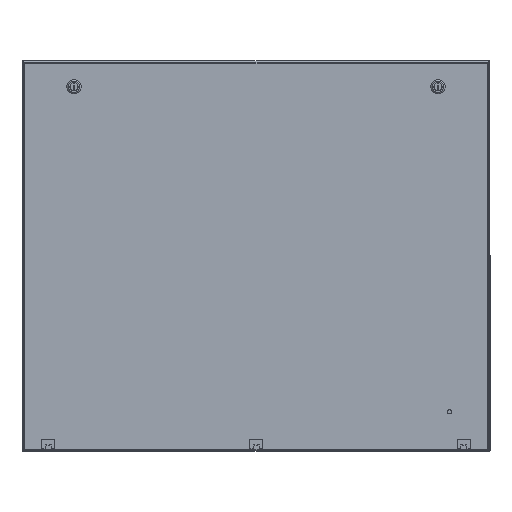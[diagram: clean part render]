
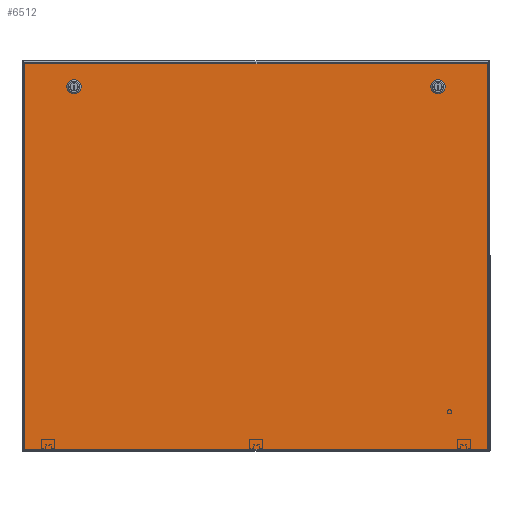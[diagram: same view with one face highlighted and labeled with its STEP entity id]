
A CAD part, top view. The second image highlights one B-rep face of the part: STEP entity #6512.
In plain terms, the highlighted face is planar.
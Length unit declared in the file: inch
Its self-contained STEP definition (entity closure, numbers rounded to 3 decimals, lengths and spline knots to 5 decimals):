
#4437=CARTESIAN_POINT('',(2.08762,4.275,0.0));
#4438=VERTEX_POINT('',#4437);
#4445=CARTESIAN_POINT('',(2.275,4.08762,0.0));
#4446=VERTEX_POINT('',#4445);
#4447=CARTESIAN_POINT('',(1.875,3.875,0.0));
#4448=DIRECTION('',(0.0,0.0,1.0));
#4449=DIRECTION('',(-0.469,-0.883,0.0));
#4450=AXIS2_PLACEMENT_3D('',#4447,#4448,#4449);
#4451=CIRCLE('',#4450,0.453);
#4452=EDGE_CURVE('',#4446,#4438,#4451,.T.);
#4477=CARTESIAN_POINT('',(2.275,3.66238,0.0));
#4478=VERTEX_POINT('',#4477);
#4479=CARTESIAN_POINT('',(2.275,3.66238,0.0));
#4480=DIRECTION('',(0.0,1.0,0.0));
#4481=VECTOR('',#4480,0.42525);
#4482=LINE('',#4479,#4481);
#4483=EDGE_CURVE('',#4478,#4446,#4482,.T.);
#4509=CARTESIAN_POINT('',(2.08762,3.475,0.0));
#4510=VERTEX_POINT('',#4509);
#4511=CARTESIAN_POINT('',(1.875,3.875,0.0));
#4512=DIRECTION('',(0.0,0.0,1.0));
#4513=DIRECTION('',(-0.883,0.469,0.0));
#4514=AXIS2_PLACEMENT_3D('',#4511,#4512,#4513);
#4515=CIRCLE('',#4514,0.453);
#4516=EDGE_CURVE('',#4510,#4478,#4515,.T.);
#4541=CARTESIAN_POINT('',(1.66238,3.475,0.0));
#4542=VERTEX_POINT('',#4541);
#4543=CARTESIAN_POINT('',(1.66238,3.475,0.0));
#4544=DIRECTION('',(1.0,0.0,0.0));
#4545=VECTOR('',#4544,0.42525);
#4546=LINE('',#4543,#4545);
#4547=EDGE_CURVE('',#4542,#4510,#4546,.T.);
#4573=CARTESIAN_POINT('',(1.475,3.66238,0.0));
#4574=VERTEX_POINT('',#4573);
#4575=CARTESIAN_POINT('',(1.875,3.875,0.0));
#4576=DIRECTION('',(0.0,0.0,1.0));
#4577=DIRECTION('',(0.469,0.883,0.0));
#4578=AXIS2_PLACEMENT_3D('',#4575,#4576,#4577);
#4579=CIRCLE('',#4578,0.453);
#4580=EDGE_CURVE('',#4574,#4542,#4579,.T.);
#4605=CARTESIAN_POINT('',(1.475,4.08762,0.0));
#4606=VERTEX_POINT('',#4605);
#4607=CARTESIAN_POINT('',(1.475,4.08762,0.0));
#4608=DIRECTION('',(0.0,-1.0,0.0));
#4609=VECTOR('',#4608,0.42525);
#4610=LINE('',#4607,#4609);
#4611=EDGE_CURVE('',#4606,#4574,#4610,.T.);
#4637=CARTESIAN_POINT('',(1.66238,4.275,0.0));
#4638=VERTEX_POINT('',#4637);
#4639=CARTESIAN_POINT('',(1.875,3.875,0.0));
#4640=DIRECTION('',(0.0,0.0,1.0));
#4641=DIRECTION('',(0.883,-0.469,0.0));
#4642=AXIS2_PLACEMENT_3D('',#4639,#4640,#4641);
#4643=CIRCLE('',#4642,0.453);
#4644=EDGE_CURVE('',#4638,#4606,#4643,.T.);
#4667=CARTESIAN_POINT('',(2.08762,4.275,0.0));
#4668=DIRECTION('',(-1.0,0.0,0.0));
#4669=VECTOR('',#4668,0.42525);
#4670=LINE('',#4667,#4669);
#4671=EDGE_CURVE('',#4438,#4638,#4670,.T.);
#4693=CARTESIAN_POINT('',(2.08762,32.275,0.0));
#4694=VERTEX_POINT('',#4693);
#4701=CARTESIAN_POINT('',(2.275,32.08762,0.0));
#4702=VERTEX_POINT('',#4701);
#4703=CARTESIAN_POINT('',(1.875,31.875,0.0));
#4704=DIRECTION('',(0.0,0.0,1.0));
#4705=DIRECTION('',(-0.469,-0.883,0.0));
#4706=AXIS2_PLACEMENT_3D('',#4703,#4704,#4705);
#4707=CIRCLE('',#4706,0.453);
#4708=EDGE_CURVE('',#4702,#4694,#4707,.T.);
#4733=CARTESIAN_POINT('',(2.275,31.66238,0.0));
#4734=VERTEX_POINT('',#4733);
#4735=CARTESIAN_POINT('',(2.275,31.66238,0.0));
#4736=DIRECTION('',(0.0,1.0,0.0));
#4737=VECTOR('',#4736,0.42525);
#4738=LINE('',#4735,#4737);
#4739=EDGE_CURVE('',#4734,#4702,#4738,.T.);
#4765=CARTESIAN_POINT('',(2.08762,31.475,0.0));
#4766=VERTEX_POINT('',#4765);
#4767=CARTESIAN_POINT('',(1.875,31.875,0.0));
#4768=DIRECTION('',(0.0,0.0,1.0));
#4769=DIRECTION('',(-0.883,0.469,0.0));
#4770=AXIS2_PLACEMENT_3D('',#4767,#4768,#4769);
#4771=CIRCLE('',#4770,0.453);
#4772=EDGE_CURVE('',#4766,#4734,#4771,.T.);
#4797=CARTESIAN_POINT('',(1.66238,31.475,0.0));
#4798=VERTEX_POINT('',#4797);
#4799=CARTESIAN_POINT('',(1.66238,31.475,0.0));
#4800=DIRECTION('',(1.0,0.0,0.0));
#4801=VECTOR('',#4800,0.42525);
#4802=LINE('',#4799,#4801);
#4803=EDGE_CURVE('',#4798,#4766,#4802,.T.);
#4829=CARTESIAN_POINT('',(1.475,31.66238,0.0));
#4830=VERTEX_POINT('',#4829);
#4831=CARTESIAN_POINT('',(1.875,31.875,0.0));
#4832=DIRECTION('',(0.0,0.0,1.0));
#4833=DIRECTION('',(0.469,0.883,0.0));
#4834=AXIS2_PLACEMENT_3D('',#4831,#4832,#4833);
#4835=CIRCLE('',#4834,0.453);
#4836=EDGE_CURVE('',#4830,#4798,#4835,.T.);
#4861=CARTESIAN_POINT('',(1.475,32.08762,0.0));
#4862=VERTEX_POINT('',#4861);
#4863=CARTESIAN_POINT('',(1.475,32.08762,0.0));
#4864=DIRECTION('',(0.0,-1.0,0.0));
#4865=VECTOR('',#4864,0.42525);
#4866=LINE('',#4863,#4865);
#4867=EDGE_CURVE('',#4862,#4830,#4866,.T.);
#4893=CARTESIAN_POINT('',(1.66238,32.275,0.0));
#4894=VERTEX_POINT('',#4893);
#4895=CARTESIAN_POINT('',(1.875,31.875,0.0));
#4896=DIRECTION('',(0.0,0.0,1.0));
#4897=DIRECTION('',(0.883,-0.469,0.0));
#4898=AXIS2_PLACEMENT_3D('',#4895,#4896,#4897);
#4899=CIRCLE('',#4898,0.453);
#4900=EDGE_CURVE('',#4894,#4862,#4899,.T.);
#4923=CARTESIAN_POINT('',(2.08762,32.275,0.0));
#4924=DIRECTION('',(-1.0,0.0,0.0));
#4925=VECTOR('',#4924,0.42525);
#4926=LINE('',#4923,#4925);
#4927=EDGE_CURVE('',#4694,#4894,#4926,.T.);
#5510=CARTESIAN_POINT('',(29.76975,0.10525,0.));
#5511=VERTEX_POINT('',#5510);
#5522=CARTESIAN_POINT('',(29.76975,35.64475,0.));
#5523=VERTEX_POINT('',#5522);
#5524=CARTESIAN_POINT('',(29.76975,35.64475,0.0));
#5525=DIRECTION('',(0.0,-1.0,0.0));
#5526=VECTOR('',#5525,35.5395);
#5527=LINE('',#5524,#5526);
#5528=EDGE_CURVE('',#5523,#5511,#5527,.T.);
#5680=CARTESIAN_POINT('',(0.10525,0.10525,0.));
#5681=VERTEX_POINT('',#5680);
#5692=CARTESIAN_POINT('',(29.76975,0.10525,0.0));
#5693=DIRECTION('',(-1.0,0.0,0.0));
#5694=VECTOR('',#5693,29.6645);
#5695=LINE('',#5692,#5694);
#5696=EDGE_CURVE('',#5511,#5681,#5695,.T.);
#5957=CARTESIAN_POINT('',(0.10525,35.64475,0.));
#5958=VERTEX_POINT('',#5957);
#5969=CARTESIAN_POINT('',(0.10525,0.10525,0.0));
#5970=DIRECTION('',(0.0,1.0,0.0));
#5971=VECTOR('',#5970,35.5395);
#5972=LINE('',#5969,#5971);
#5973=EDGE_CURVE('',#5681,#5958,#5972,.T.);
#6238=CARTESIAN_POINT('',(0.10525,35.64475,0.0));
#6239=DIRECTION('',(1.0,0.0,0.0));
#6240=VECTOR('',#6239,29.6645);
#6241=LINE('',#6238,#6240);
#6242=EDGE_CURVE('',#5958,#5523,#6241,.T.);
#6481=CARTESIAN_POINT('',(14.9375,17.875,0.0));
#6482=DIRECTION('',(0.0,0.0,1.0));
#6483=DIRECTION('',(1.0,0.0,0.0));
#6484=AXIS2_PLACEMENT_3D('',#6481,#6482,#6483);
#6485=PLANE('',#6484);
#6486=ORIENTED_EDGE('',*,*,#5528,.T.);
#6487=ORIENTED_EDGE('',*,*,#5696,.T.);
#6488=ORIENTED_EDGE('',*,*,#5973,.T.);
#6489=ORIENTED_EDGE('',*,*,#6242,.T.);
#6490=EDGE_LOOP('',(#6486,#6487,#6488,#6489));
#6491=FACE_OUTER_BOUND('',#6490,.T.);
#6492=ORIENTED_EDGE('',*,*,#4452,.T.);
#6493=ORIENTED_EDGE('',*,*,#4671,.T.);
#6494=ORIENTED_EDGE('',*,*,#4644,.T.);
#6495=ORIENTED_EDGE('',*,*,#4611,.T.);
#6496=ORIENTED_EDGE('',*,*,#4580,.T.);
#6497=ORIENTED_EDGE('',*,*,#4547,.T.);
#6498=ORIENTED_EDGE('',*,*,#4516,.T.);
#6499=ORIENTED_EDGE('',*,*,#4483,.T.);
#6500=EDGE_LOOP('',(#6492,#6493,#6494,#6495,#6496,#6497,#6498,#6499));
#6501=FACE_BOUND('',#6500,.T.);
#6502=ORIENTED_EDGE('',*,*,#4708,.T.);
#6503=ORIENTED_EDGE('',*,*,#4927,.T.);
#6504=ORIENTED_EDGE('',*,*,#4900,.T.);
#6505=ORIENTED_EDGE('',*,*,#4867,.T.);
#6506=ORIENTED_EDGE('',*,*,#4836,.T.);
#6507=ORIENTED_EDGE('',*,*,#4803,.T.);
#6508=ORIENTED_EDGE('',*,*,#4772,.T.);
#6509=ORIENTED_EDGE('',*,*,#4739,.T.);
#6510=EDGE_LOOP('',(#6502,#6503,#6504,#6505,#6506,#6507,#6508,#6509));
#6511=FACE_BOUND('',#6510,.T.);
#6512=ADVANCED_FACE('',(#6491,#6501,#6511),#6485,.F.);
